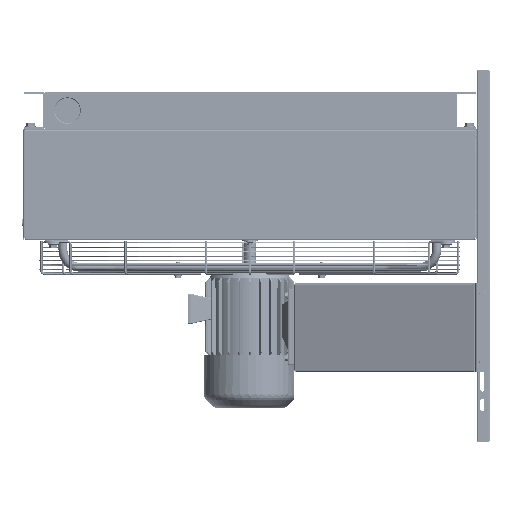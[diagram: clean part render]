
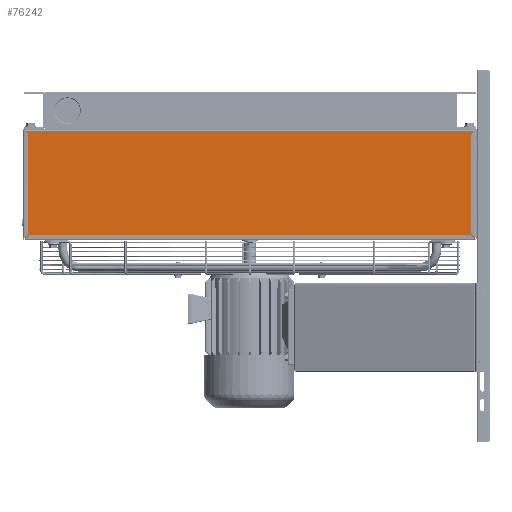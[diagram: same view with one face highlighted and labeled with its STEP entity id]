
A CAD part, left-side view. The second image highlights one B-rep face of the part: STEP entity #76242.
In plain terms, the highlighted planar face has unit normal (-1, 0, 0).
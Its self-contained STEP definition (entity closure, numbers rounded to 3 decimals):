
#70724=CARTESIAN_POINT('',(-509.,-505.,243.75));
#70725=VERTEX_POINT('',#70724);
#70763=CARTESIAN_POINT('',(-509.,-499.,237.75));
#70764=VERTEX_POINT('',#70763);
#70765=CARTESIAN_POINT('',(-509.,-499.,237.75));
#70766=DIRECTION('',(0.,-0.707,0.707));
#70767=VECTOR('',#70766,8.485);
#70768=LINE('',#70765,#70767);
#70769=EDGE_CURVE('',#70764,#70725,#70768,.T.);
#70801=CARTESIAN_POINT('',(-509.,-499.,11.75));
#70802=VERTEX_POINT('',#70801);
#70803=CARTESIAN_POINT('',(-509.,-499.,11.75));
#70804=DIRECTION('',(0.0,0.0,1.0));
#70805=VECTOR('',#70804,226.);
#70806=LINE('',#70803,#70805);
#70807=EDGE_CURVE('',#70802,#70764,#70806,.T.);
#70834=CARTESIAN_POINT('',(-509.,-507.,3.75));
#70835=VERTEX_POINT('',#70834);
#70849=CARTESIAN_POINT('',(-509.,-507.,3.75));
#70850=DIRECTION('',(0.,0.707,0.707));
#70851=VECTOR('',#70850,11.314);
#70852=LINE('',#70849,#70851);
#70853=EDGE_CURVE('',#70835,#70802,#70852,.T.);
#72190=CARTESIAN_POINT('',(-509.,507.,3.75));
#72191=VERTEX_POINT('',#72190);
#72370=CARTESIAN_POINT('',(-509.,499.,237.75));
#72371=VERTEX_POINT('',#72370);
#72378=CARTESIAN_POINT('',(-509.,505.,243.75));
#72379=VERTEX_POINT('',#72378);
#72380=CARTESIAN_POINT('',(-509.,499.,237.75));
#72381=DIRECTION('',(0.,0.707,0.707));
#72382=VECTOR('',#72381,8.485);
#72383=LINE('',#72380,#72382);
#72384=EDGE_CURVE('',#72371,#72379,#72383,.T.);
#72400=CARTESIAN_POINT('',(-509.,499.,11.75));
#72401=VERTEX_POINT('',#72400);
#72402=CARTESIAN_POINT('',(-509.,499.,11.75));
#72403=DIRECTION('',(0.0,0.0,1.0));
#72404=VECTOR('',#72403,226.);
#72405=LINE('',#72402,#72404);
#72406=EDGE_CURVE('',#72401,#72371,#72405,.T.);
#72432=CARTESIAN_POINT('',(-509.,507.,3.75));
#72433=DIRECTION('',(0.,-0.707,0.707));
#72434=VECTOR('',#72433,11.314);
#72435=LINE('',#72432,#72434);
#72436=EDGE_CURVE('',#72191,#72401,#72435,.T.);
#72972=CARTESIAN_POINT('',(-509.,497.,9.75));
#72973=VERTEX_POINT('',#72972);
#72980=CARTESIAN_POINT('',(-509.,503.,3.75));
#72981=VERTEX_POINT('',#72980);
#72982=CARTESIAN_POINT('',(-509.,497.,9.75));
#72983=DIRECTION('',(0.,0.707,-0.707));
#72984=VECTOR('',#72983,8.485);
#72985=LINE('',#72982,#72984);
#72986=EDGE_CURVE('',#72973,#72981,#72985,.T.);
#73002=CARTESIAN_POINT('',(-509.,-497.,9.75));
#73003=VERTEX_POINT('',#73002);
#73004=CARTESIAN_POINT('',(-509.,-497.,9.75));
#73005=DIRECTION('',(0.0,1.0,0.0));
#73006=VECTOR('',#73005,994.);
#73007=LINE('',#73004,#73006);
#73008=EDGE_CURVE('',#73003,#72973,#73007,.T.);
#73050=CARTESIAN_POINT('',(-509.,-503.,3.75));
#73051=VERTEX_POINT('',#73050);
#73076=CARTESIAN_POINT('',(-509.,-503.,3.75));
#73077=DIRECTION('',(0.,0.707,0.707));
#73078=VECTOR('',#73077,8.485);
#73079=LINE('',#73076,#73078);
#73080=EDGE_CURVE('',#73051,#73003,#73079,.T.);
#76108=CARTESIAN_POINT('',(-509.,-505.,243.75));
#76109=DIRECTION('',(0.0,1.0,0.0));
#76110=VECTOR('',#76109,1010.);
#76111=LINE('',#76108,#76110);
#76112=EDGE_CURVE('',#70725,#72379,#76111,.T.);
#76213=CARTESIAN_POINT('',(-509.,0.,123.75));
#76214=DIRECTION('',(1.0,0.0,0.0));
#76215=DIRECTION('',(0.0,0.0,1.0));
#76216=AXIS2_PLACEMENT_3D('',#76213,#76214,#76215);
#76217=PLANE('',#76216);
#76218=ORIENTED_EDGE('',*,*,#73080,.F.);
#76219=CARTESIAN_POINT('',(-509.,-503.,3.75));
#76220=DIRECTION('',(0.,-1.0,0.));
#76221=VECTOR('',#76220,4.);
#76222=LINE('',#76219,#76221);
#76223=EDGE_CURVE('',#73051,#70835,#76222,.T.);
#76224=ORIENTED_EDGE('',*,*,#76223,.T.);
#76225=ORIENTED_EDGE('',*,*,#70853,.T.);
#76226=ORIENTED_EDGE('',*,*,#70807,.T.);
#76227=ORIENTED_EDGE('',*,*,#70769,.T.);
#76228=ORIENTED_EDGE('',*,*,#76112,.T.);
#76229=ORIENTED_EDGE('',*,*,#72384,.F.);
#76230=ORIENTED_EDGE('',*,*,#72406,.F.);
#76231=ORIENTED_EDGE('',*,*,#72436,.F.);
#76232=CARTESIAN_POINT('',(-509.,507.,3.75));
#76233=DIRECTION('',(0.,-1.0,0.));
#76234=VECTOR('',#76233,4.);
#76235=LINE('',#76232,#76234);
#76236=EDGE_CURVE('',#72191,#72981,#76235,.T.);
#76237=ORIENTED_EDGE('',*,*,#76236,.T.);
#76238=ORIENTED_EDGE('',*,*,#72986,.F.);
#76239=ORIENTED_EDGE('',*,*,#73008,.F.);
#76240=EDGE_LOOP('',(#76218,#76224,#76225,#76226,#76227,#76228,#76229,#76230,#76231,#76237,#76238,#76239));
#76241=FACE_OUTER_BOUND('',#76240,.T.);
#76242=ADVANCED_FACE('',(#76241),#76217,.F.);
